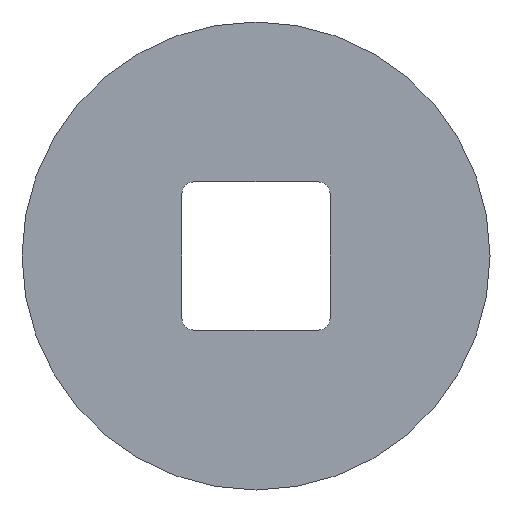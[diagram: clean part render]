
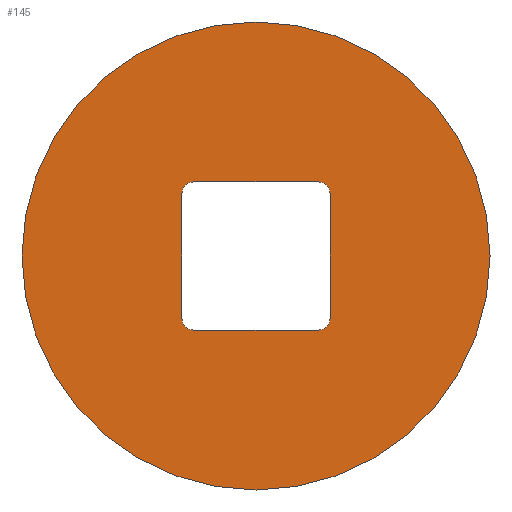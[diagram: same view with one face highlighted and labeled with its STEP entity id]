
A CAD part, front view. The second image highlights one B-rep face of the part: STEP entity #145.
In plain terms, the highlighted planar face has unit normal (0, -1, 0).
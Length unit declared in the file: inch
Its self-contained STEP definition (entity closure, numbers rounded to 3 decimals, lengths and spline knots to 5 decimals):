
#45 = VERTEX_POINT ( 'NONE', #507 ) ;
#47 = EDGE_CURVE ( 'NONE', #45, #48, #558, .T. ) ;
#48 = VERTEX_POINT ( 'NONE', #559 ) ;
#145 = ADVANCED_FACE ( 'NONE', ( #434, #433 ), #432, .F. ) ;
#146 = EDGE_LOOP ( 'NONE', ( #147, #148, #149, #150, #151, #328, #329, #330 ) ) ;
#147 = ORIENTED_EDGE ( 'NONE', *, *, #335, .F. ) ;
#148 = ORIENTED_EDGE ( 'NONE', *, *, #205, .T. ) ;
#149 = ORIENTED_EDGE ( 'NONE', *, *, #229, .F. ) ;
#150 = ORIENTED_EDGE ( 'NONE', *, *, #385, .T. ) ;
#151 = ORIENTED_EDGE ( 'NONE', *, *, #160, .F. ) ;
#153 = EDGE_CURVE ( 'NONE', #224, #305, #618, .T. ) ;
#160 = EDGE_CURVE ( 'NONE', #304, #243, #610, .T. ) ;
#205 = EDGE_CURVE ( 'NONE', #206, #207, #456, .T. ) ;
#206 = VERTEX_POINT ( 'NONE', #452 ) ;
#207 = VERTEX_POINT ( 'NONE', #451 ) ;
#223 = EDGE_CURVE ( 'NONE', #224, #225, #772, .T. ) ;
#224 = VERTEX_POINT ( 'NONE', #735 ) ;
#225 = VERTEX_POINT ( 'NONE', #638 ) ;
#229 = EDGE_CURVE ( 'NONE', #242, #207, #692, .T. ) ;
#242 = VERTEX_POINT ( 'NONE', #832 ) ;
#243 = VERTEX_POINT ( 'NONE', #831 ) ;
#303 = EDGE_CURVE ( 'NONE', #304, #305, #759, .T. ) ;
#304 = VERTEX_POINT ( 'NONE', #754 ) ;
#305 = VERTEX_POINT ( 'NONE', #847 ) ;
#325 = EDGE_CURVE ( 'NONE', #48, #45, #820, .T. ) ;
#328 = ORIENTED_EDGE ( 'NONE', *, *, #303, .T. ) ;
#329 = ORIENTED_EDGE ( 'NONE', *, *, #153, .F. ) ;
#330 = ORIENTED_EDGE ( 'NONE', *, *, #223, .T. ) ;
#331 = EDGE_LOOP ( 'NONE', ( #332, #333 ) ) ;
#332 = ORIENTED_EDGE ( 'NONE', *, *, #325, .F. ) ;
#333 = ORIENTED_EDGE ( 'NONE', *, *, #47, .F. ) ;
#335 = EDGE_CURVE ( 'NONE', #206, #225, #750, .T. ) ;
#385 = EDGE_CURVE ( 'NONE', #242, #243, #856, .T. ) ;
#431 = CARTESIAN_POINT ( 'NONE',  ( 0., 0., 0. ) ) ;
#432 = PLANE ( 'NONE',  #617 ) ;
#433 = FACE_OUTER_BOUND ( 'NONE', #331, .T. ) ;
#434 = FACE_BOUND ( 'NONE', #146, .T. ) ;
#451 = CARTESIAN_POINT ( 'NONE',  ( -0.0525, 0., 0.0625 ) ) ;
#452 = CARTESIAN_POINT ( 'NONE',  ( -0.0625, 0., 0.0525 ) ) ;
#453 = DIRECTION ( 'NONE',  ( 0., 0., 1. ) ) ;
#454 = DIRECTION ( 'NONE',  ( 0., 1., 0. ) ) ;
#455 = AXIS2_PLACEMENT_3D ( 'NONE', #589, #454, #453 ) ;
#456 = CIRCLE ( 'NONE', #455, 0.01 ) ;
#507 = CARTESIAN_POINT ( 'NONE',  ( 0., 0., 0.1975 ) ) ;
#554 = DIRECTION ( 'NONE',  ( 0., 0., -1. ) ) ;
#555 = DIRECTION ( 'NONE',  ( 0., 1., 0. ) ) ;
#556 = CARTESIAN_POINT ( 'NONE',  ( 0., 0., 0. ) ) ;
#557 = AXIS2_PLACEMENT_3D ( 'NONE', #556, #555, #554 ) ;
#558 = CIRCLE ( 'NONE', #557, 0.1975 ) ;
#559 = CARTESIAN_POINT ( 'NONE',  ( 0., 0., -0.1975 ) ) ;
#589 = CARTESIAN_POINT ( 'NONE',  ( -0.0525, 0., 0.0525 ) ) ;
#602 = DIRECTION ( 'NONE',  ( 0., 0., 1. ) ) ;
#603 = VECTOR ( 'NONE', #602, 39.37008 ) ;
#604 = CARTESIAN_POINT ( 'NONE',  ( 0.0625, 0., 0. ) ) ;
#610 = LINE ( 'NONE', #604, #603 ) ;
#612 = DIRECTION ( 'NONE',  ( 1., 0., 0. ) ) ;
#613 = VECTOR ( 'NONE', #612, 39.37008 ) ;
#614 = CARTESIAN_POINT ( 'NONE',  ( 0., 0., -0.0625 ) ) ;
#615 = DIRECTION ( 'NONE',  ( 0., 0., 1. ) ) ;
#616 = DIRECTION ( 'NONE',  ( 0., 1., 0. ) ) ;
#617 = AXIS2_PLACEMENT_3D ( 'NONE', #431, #616, #615 ) ;
#618 = LINE ( 'NONE', #614, #613 ) ;
#638 = CARTESIAN_POINT ( 'NONE',  ( -0.0625, 0., -0.0525 ) ) ;
#639 = AXIS2_PLACEMENT_3D ( 'NONE', #802, #801, #702 ) ;
#653 = DIRECTION ( 'NONE',  ( 0., 0., -1. ) ) ;
#654 = DIRECTION ( 'NONE',  ( 0., 1., 0. ) ) ;
#655 = CARTESIAN_POINT ( 'NONE',  ( 0., 0., 0. ) ) ;
#656 = AXIS2_PLACEMENT_3D ( 'NONE', #655, #654, #653 ) ;
#676 = CARTESIAN_POINT ( 'NONE',  ( 0., 0., 0.0625 ) ) ;
#678 = DIRECTION ( 'NONE',  ( -1., 0., 0. ) ) ;
#679 = VECTOR ( 'NONE', #678, 39.37008 ) ;
#692 = LINE ( 'NONE', #676, #679 ) ;
#702 = DIRECTION ( 'NONE',  ( 0., 0., 1. ) ) ;
#735 = CARTESIAN_POINT ( 'NONE',  ( -0.0525, 0., -0.0625 ) ) ;
#747 = DIRECTION ( 'NONE',  ( 0., 0., -1. ) ) ;
#748 = VECTOR ( 'NONE', #747, 39.37008 ) ;
#749 = CARTESIAN_POINT ( 'NONE',  ( -0.0625, 0., 0. ) ) ;
#750 = LINE ( 'NONE', #749, #748 ) ;
#754 = CARTESIAN_POINT ( 'NONE',  ( 0.0625, 0., -0.0525 ) ) ;
#755 = DIRECTION ( 'NONE',  ( 0., 0., 1. ) ) ;
#756 = DIRECTION ( 'NONE',  ( 0., 1., 0. ) ) ;
#757 = CARTESIAN_POINT ( 'NONE',  ( 0.0525, 0., -0.0525 ) ) ;
#758 = AXIS2_PLACEMENT_3D ( 'NONE', #757, #756, #755 ) ;
#759 = CIRCLE ( 'NONE', #758, 0.01 ) ;
#772 = CIRCLE ( 'NONE', #639, 0.01 ) ;
#801 = DIRECTION ( 'NONE',  ( 0., 1., 0. ) ) ;
#802 = CARTESIAN_POINT ( 'NONE',  ( -0.0525, 0., -0.0525 ) ) ;
#820 = CIRCLE ( 'NONE', #656, 0.1975 ) ;
#831 = CARTESIAN_POINT ( 'NONE',  ( 0.0625, 0., 0.0525 ) ) ;
#832 = CARTESIAN_POINT ( 'NONE',  ( 0.0525, 0., 0.0625 ) ) ;
#847 = CARTESIAN_POINT ( 'NONE',  ( 0.0525, 0., -0.0625 ) ) ;
#852 = DIRECTION ( 'NONE',  ( 0., 0., 1. ) ) ;
#853 = DIRECTION ( 'NONE',  ( 0., 1., 0. ) ) ;
#854 = CARTESIAN_POINT ( 'NONE',  ( 0.0525, 0., 0.0525 ) ) ;
#855 = AXIS2_PLACEMENT_3D ( 'NONE', #854, #853, #852 ) ;
#856 = CIRCLE ( 'NONE', #855, 0.01 ) ;
